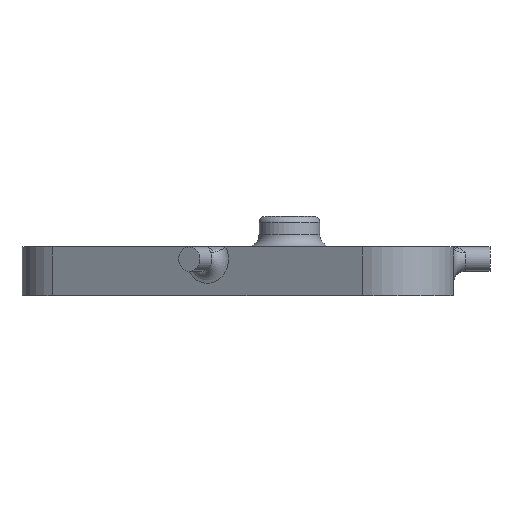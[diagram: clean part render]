
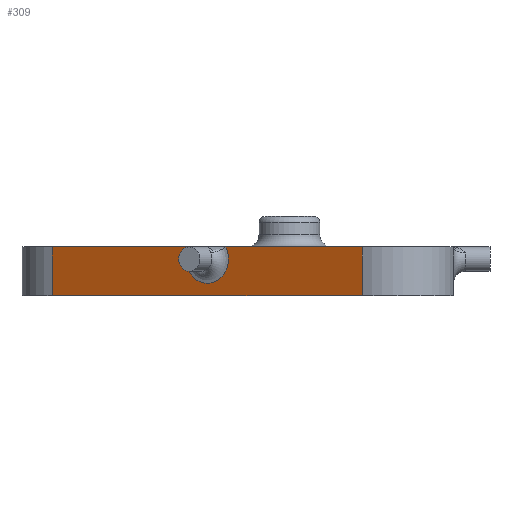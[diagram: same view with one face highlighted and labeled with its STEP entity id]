
A CAD part, front view. The second image highlights one B-rep face of the part: STEP entity #309.
In plain terms, the highlighted planar face has unit normal (-0.5, -0.866, 0).
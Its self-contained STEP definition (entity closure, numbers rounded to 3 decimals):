
#309=ADVANCED_FACE('',(#1117),#1119,.T.);
#1117=FACE_BOUND('',#1118,.T.);
#1118=EDGE_LOOP('',(#1729,#1730,#1731,#1732,#1733,#1734));
#1119=PLANE('',#1120);
#1120=AXIS2_PLACEMENT_3D('',#1121,#1122,#1123);
#1121=CARTESIAN_POINT('',(-19.5,-4.33,0.));
#1122=DIRECTION('',(-0.5,-0.866,0.));
#1123=DIRECTION('',(0.866,-0.5,0.));
#1729=ORIENTED_EDGE('',*,*,#1972,.F.);
#1730=ORIENTED_EDGE('',*,*,#1927,.F.);
#1731=ORIENTED_EDGE('',*,*,#1971,.T.);
#1732=ORIENTED_EDGE('',*,*,#1973,.F.);
#1733=ORIENTED_EDGE('',*,*,#1974,.F.);
#1734=ORIENTED_EDGE('',*,*,#1930,.F.);
#1927=EDGE_CURVE('',#2093,#2095,#2096,.T.);
#1930=EDGE_CURVE('',#2099,#2101,#2102,.T.);
#1971=EDGE_CURVE('',#2093,#2172,#2174,.T.);
#1972=EDGE_CURVE('',#2095,#2099,#2175,.T.);
#1973=EDGE_CURVE('',#2176,#2172,#2177,.T.);
#1974=EDGE_CURVE('',#2101,#2176,#2178,.T.);
#2093=VERTEX_POINT('',#2408);
#2095=VERTEX_POINT('',#2413);
#2096=LINE('',#2414,#2415);
#2099=VERTEX_POINT('',#2421);
#2101=VERTEX_POINT('',#2425);
#2102=LINE('',#2426,#2427);
#2172=VERTEX_POINT('',#2701);
#2174=LINE('',#2706,#2707);
#2175=CIRCLE('',#2709,2.);
#2176=VERTEX_POINT('',#2713);
#2177=LINE('',#2714,#2715);
#2178=LINE('',#2717,#2718);
#2408=CARTESIAN_POINT('',(-19.5,-4.33,2.));
#2413=CARTESIAN_POINT('',(-8.25,-10.825,2.));
#2414=CARTESIAN_POINT('',(-19.5,-4.33,2.));
#2415=VECTOR('',#2416,1.);
#2416=DIRECTION('',(0.866,-0.5,0.));
#2421=CARTESIAN_POINT('',(-5.25,-12.557,2.));
#2425=CARTESIAN_POINT('',(6.,-19.053,2.));
#2426=CARTESIAN_POINT('',(-5.25,-12.557,2.));
#2427=VECTOR('',#2428,1.);
#2428=DIRECTION('',(0.866,-0.5,0.));
#2701=CARTESIAN_POINT('',(-19.5,-4.33,-2.));
#2706=CARTESIAN_POINT('',(-19.5,-4.33,2.));
#2707=VECTOR('',#2708,1.);
#2708=DIRECTION('',(0.,0.,-1.));
#2709=AXIS2_PLACEMENT_3D('',#2710,#2711,#2712);
#2710=CARTESIAN_POINT('',(-6.75,-11.691,1.));
#2711=DIRECTION('',(-0.5,-0.866,0.));
#2712=DIRECTION('',(-0.75,0.433,0.5));
#2713=CARTESIAN_POINT('',(6.,-19.053,-2.));
#2714=CARTESIAN_POINT('',(6.,-19.053,-2.));
#2715=VECTOR('',#2716,1.);
#2716=DIRECTION('',(-0.866,0.5,0.));
#2717=CARTESIAN_POINT('',(6.,-19.053,2.));
#2718=VECTOR('',#2719,1.);
#2719=DIRECTION('',(0.,0.,-1.));
